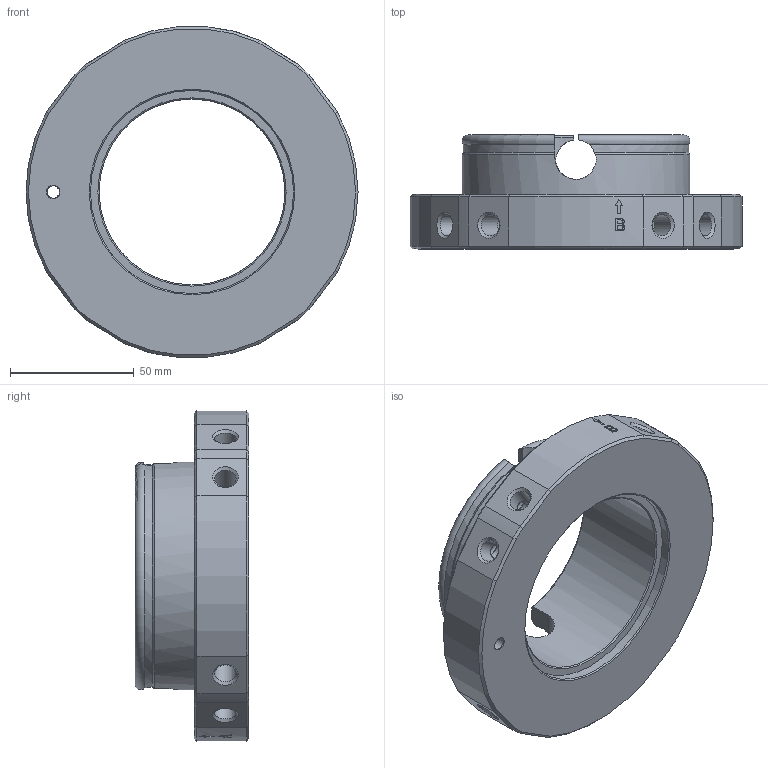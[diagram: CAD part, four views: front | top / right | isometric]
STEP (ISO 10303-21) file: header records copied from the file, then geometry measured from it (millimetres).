
FILE_DESCRIPTION(/* description */ (''),/* implementation_level */ '2;1');
FILE_NAME(/* name */ 'MT_BGR00021346.stp',/* time_stamp */ '2022-01-13T12:37:06+01:00',/* author */ ('Daniel.Grischkowski'),/* organization */ ('Majatronic'),/* preprocessor_version */ 'ST-DEVELOPER v16.5',/* originating_system */ 'Autodesk Inventor 2017',/* authorisation */ '');
FILE_SCHEMA (('AUTOMOTIVE_DESIGN { 1 0 10303 214 3 1 1 }'));
Length unit declared in the file: millimetre
Products named in the file (1): MT_WST00067360MT_WST
Bounding box: 134 x 46 x 133.54 mm (x, y, z)
Volume: 243965.3 mm3; surface area: 51225.3 mm2
Topology: 1 solids, 9 shells, 253 faces, 594 edges, 384 vertices
Faces by surface type: plane 108, cylinder 67, cone 48, torus 18, bspline 12
Full cylindrical faces by diameter (mm): 5 x1, 6 x8, 8 x8, 8.566 x8, 12.1 x16, 75 x1, 82 x1, 92 x1
Entity records: 7226 total; most frequent: CARTESIAN_POINT 2005, DIRECTION 1055, ORIENTED_EDGE 938, EDGE_CURVE 461, AXIS2_PLACEMENT_3D 443, EDGE_LOOP 402, VERTEX_POINT 339, FACE_OUTER_BOUND 253
